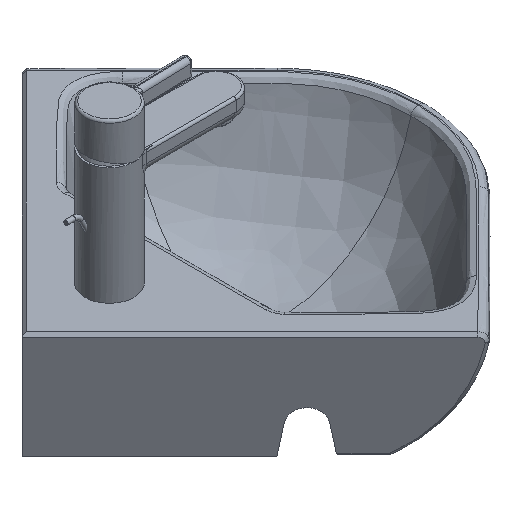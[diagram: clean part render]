
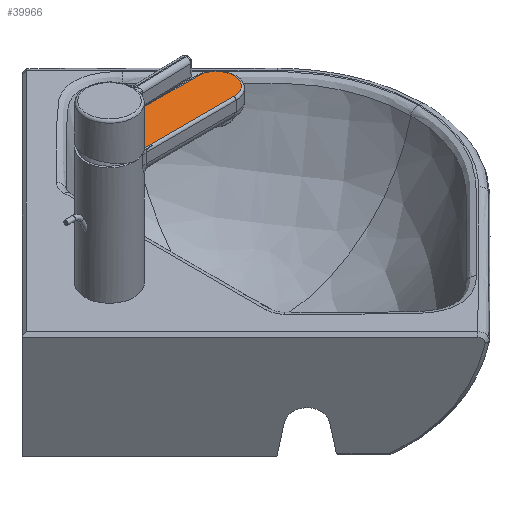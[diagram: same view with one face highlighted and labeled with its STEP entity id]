
A CAD part, isometric view. The second image highlights one B-rep face of the part: STEP entity #39966.
In plain terms, the highlighted planar face has unit normal (0, 0, 1).
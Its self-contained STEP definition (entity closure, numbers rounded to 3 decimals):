
#39616=CARTESIAN_POINT('',(-16.939,-99.917,109.715));
#39617=VERTEX_POINT('',#39616);
#39631=CARTESIAN_POINT('',(-16.939,0.0,109.715));
#39632=VERTEX_POINT('',#39631);
#39633=CARTESIAN_POINT('',(-16.939,-99.917,109.715));
#39634=DIRECTION('',(0.0,1.0,0.0));
#39635=VECTOR('',#39634,99.917);
#39636=LINE('',#39633,#39635);
#39637=EDGE_CURVE('',#39617,#39632,#39636,.T.);
#39854=CARTESIAN_POINT('',(16.649,0.0,109.715));
#39855=VERTEX_POINT('',#39854);
#39863=CARTESIAN_POINT('',(16.649,-99.917,109.715));
#39864=VERTEX_POINT('',#39863);
#39865=CARTESIAN_POINT('',(16.649,0.0,109.715));
#39866=DIRECTION('',(0.0,-1.0,0.0));
#39867=VECTOR('',#39866,99.917);
#39868=LINE('',#39865,#39867);
#39869=EDGE_CURVE('',#39855,#39864,#39868,.T.);
#39940=CARTESIAN_POINT('',(-0.145,-100.0,109.715));
#39941=DIRECTION('',(0.0,0.0,-1.0));
#39942=DIRECTION('',(0.0,-1.0,0.0));
#39943=AXIS2_PLACEMENT_3D('',#39940,#39941,#39942);
#39944=CIRCLE('',#39943,16.794);
#39945=EDGE_CURVE('',#39864,#39617,#39944,.T.);
#39950=CARTESIAN_POINT('',(-18.939,0.0,109.715));
#39951=DIRECTION('',(0.0,0.0,1.0));
#39952=DIRECTION('',(1.0,0.0,0.0));
#39953=AXIS2_PLACEMENT_3D('',#39950,#39951,#39952);
#39954=PLANE('',#39953);
#39955=ORIENTED_EDGE('',*,*,#39637,.F.);
#39956=ORIENTED_EDGE('',*,*,#39945,.F.);
#39957=ORIENTED_EDGE('',*,*,#39869,.F.);
#39958=CARTESIAN_POINT('',(16.649,0.0,109.715));
#39959=DIRECTION('',(-1.0,0.0,0.0));
#39960=VECTOR('',#39959,33.588);
#39961=LINE('',#39958,#39960);
#39962=EDGE_CURVE('',#39855,#39632,#39961,.T.);
#39963=ORIENTED_EDGE('',*,*,#39962,.T.);
#39964=EDGE_LOOP('',(#39955,#39956,#39957,#39963));
#39965=FACE_OUTER_BOUND('',#39964,.T.);
#39966=ADVANCED_FACE('',(#39965),#39954,.T.);
